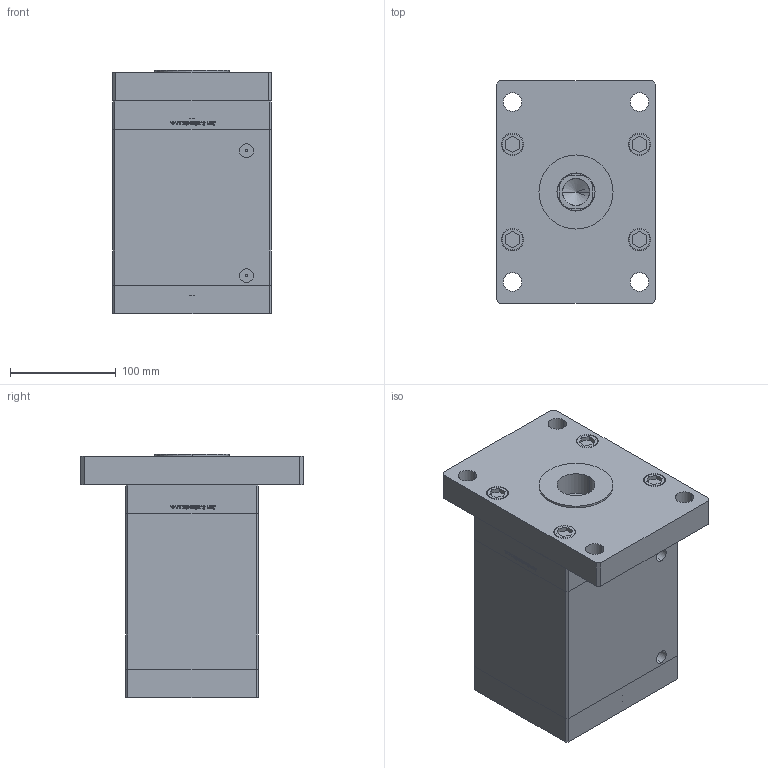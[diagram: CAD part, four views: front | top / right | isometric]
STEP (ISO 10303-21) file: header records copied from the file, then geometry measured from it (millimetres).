
FILE_DESCRIPTION (( 'STEP AP203' ), '1' );
FILE_NAME ('735e.STEP', '2021-03-16T23:58:22', ( '' ), ( '' ), 'SwSTEP 2.0', 'SolidWorks 2019', '' );
FILE_SCHEMA (( 'CONFIG_CONTROL_DESIGN' ));
Length unit declared in the file: millimetre
Products named in the file (7): ALLEN BOLT 0729030fe59e652ded0b8df94b8a1082; V220C_F 0729030fe59e652ded0b8df94b8a1082; V220C BACK_F 0729030fe59e652ded0b8df94b8a1082; 735e; V220C_FRONT_F 0729030fe59e652ded0b8df94b8a1082; V220C_VC_F 0729030fe59e652ded0b8df94b8a1082; V220C_F_MIDDLE 0729030fe59e652ded0b8df94b8a1082
Assembly tree (19 placements, depth 2):
  735e
    V220C BACK_F 0729030fe59e652ded0b8df94b8a1082
    V220C_F_MIDDLE 0729030fe59e652ded0b8df94b8a1082
    V220C_FRONT_F 0729030fe59e652ded0b8df94b8a1082
    V220C_F 0729030fe59e652ded0b8df94b8a1082
    ALLEN BOLT 0729030fe59e652ded0b8df94b8a1082  x14
    V220C_VC_F 0729030fe59e652ded0b8df94b8a1082
Bounding box: 150 x 210 x 230 mm (x, y, z)
Volume: 3992513.8 mm3; surface area: 445911 mm2
Topology: 19 solids, 19 shells, 1310 faces, 3237 edges, 2115 vertices
Faces by surface type: plane 517, bspline 484, cylinder 187, cone 62, torus 60
Entity records: 53568 total; most frequent: CARTESIAN_POINT 30406, ORIENTED_EDGE 5274, DIRECTION 3079, EDGE_CURVE 2637, VERTEX_POINT 1751, VECTOR 1367, LINE 1367, EDGE_LOOP 1208
